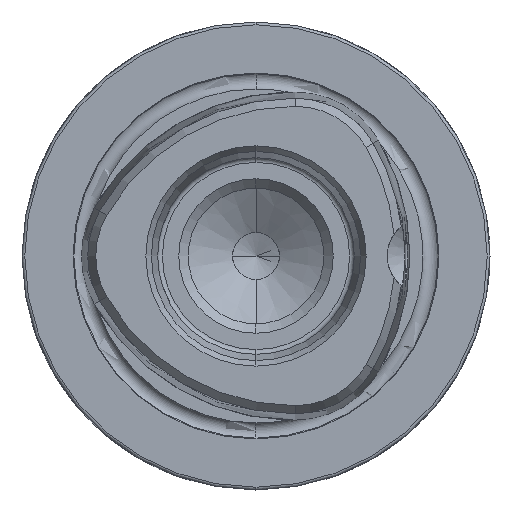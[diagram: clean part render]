
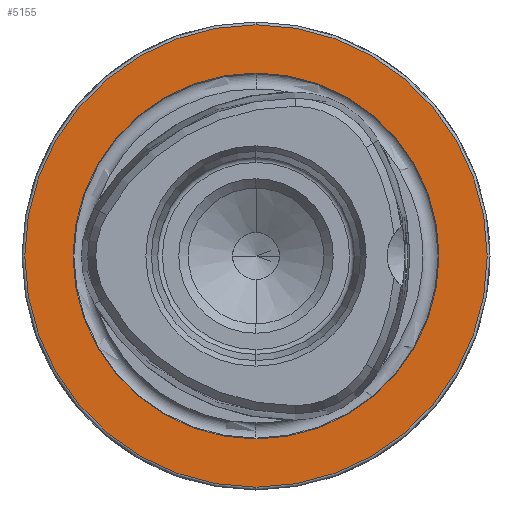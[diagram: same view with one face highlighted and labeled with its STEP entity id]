
A CAD part, left-side view. The second image highlights one B-rep face of the part: STEP entity #5155.
In plain terms, the highlighted planar face has unit normal (-1, 0, 0).
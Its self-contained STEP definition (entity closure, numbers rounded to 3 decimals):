
#96 = CARTESIAN_POINT ( 'NONE',  ( 0., 0., 0. ) ) ;
#942 = EDGE_LOOP ( 'NONE', ( #8008, #8721 ) ) ;
#1172 = CARTESIAN_POINT ( 'NONE',  ( 0., 0., 0. ) ) ;
#1269 = VERTEX_POINT ( 'NONE', #9289 ) ;
#1330 = CIRCLE ( 'NONE', #4154, 19.55 ) ;
#1492 = CARTESIAN_POINT ( 'NONE',  ( 0., 0., 19.55 ) ) ;
#1493 = DIRECTION ( 'NONE',  ( 0., 0., 1. ) ) ;
#1700 = AXIS2_PLACEMENT_3D ( 'NONE', #96, #2958, #5830 ) ;
#1928 = AXIS2_PLACEMENT_3D ( 'NONE', #6508, #7975, #1493 ) ;
#2209 = CARTESIAN_POINT ( 'NONE',  ( 0., 0., 24.7 ) ) ;
#2958 = DIRECTION ( 'NONE',  ( -1., 0., 0. ) ) ;
#3117 = CIRCLE ( 'NONE', #1928, 19.55 ) ;
#3729 = DIRECTION ( 'NONE',  ( -1., 0., 0. ) ) ;
#4006 = ORIENTED_EDGE ( 'NONE', *, *, #6791, .F. ) ;
#4154 = AXIS2_PLACEMENT_3D ( 'NONE', #6659, #3729, #7993 ) ;
#4262 = DIRECTION ( 'NONE',  ( 1., 0., 0. ) ) ;
#4512 = EDGE_CURVE ( 'NONE', #5142, #1269, #6914, .T. ) ;
#4917 = FACE_BOUND ( 'NONE', #6029, .T. ) ;
#5142 = VERTEX_POINT ( 'NONE', #2209 ) ;
#5155 = ADVANCED_FACE ( 'NONE', ( #4917, #7202 ), #9225, .F. ) ;
#5380 = DIRECTION ( 'NONE',  ( -1., 0., 0. ) ) ;
#5830 = DIRECTION ( 'NONE',  ( 0., 0., 1. ) ) ;
#5893 = VERTEX_POINT ( 'NONE', #1492 ) ;
#6029 = EDGE_LOOP ( 'NONE', ( #7256, #4006 ) ) ;
#6492 = DIRECTION ( 'NONE',  ( 0., 0., -1. ) ) ;
#6500 = EDGE_CURVE ( 'NONE', #5893, #8631, #1330, .T. ) ;
#6508 = CARTESIAN_POINT ( 'NONE',  ( 0., 0., 0. ) ) ;
#6659 = CARTESIAN_POINT ( 'NONE',  ( 0., 0., 0. ) ) ;
#6791 = EDGE_CURVE ( 'NONE', #8631, #5893, #3117, .T. ) ;
#6895 = DIRECTION ( 'NONE',  ( 0., 0., 1. ) ) ;
#6914 = CIRCLE ( 'NONE', #7817, 24.7 ) ;
#7202 = FACE_OUTER_BOUND ( 'NONE', #942, .T. ) ;
#7245 = CIRCLE ( 'NONE', #1700, 24.7 ) ;
#7252 = CARTESIAN_POINT ( 'NONE',  ( 0., 19.55, 0. ) ) ;
#7256 = ORIENTED_EDGE ( 'NONE', *, *, #6500, .F. ) ;
#7817 = AXIS2_PLACEMENT_3D ( 'NONE', #1172, #5380, #6895 ) ;
#7975 = DIRECTION ( 'NONE',  ( -1., 0., 0. ) ) ;
#7993 = DIRECTION ( 'NONE',  ( 0., 0., 1. ) ) ;
#8008 = ORIENTED_EDGE ( 'NONE', *, *, #4512, .T. ) ;
#8631 = VERTEX_POINT ( 'NONE', #8963 ) ;
#8721 = ORIENTED_EDGE ( 'NONE', *, *, #9060, .T. ) ;
#8843 = AXIS2_PLACEMENT_3D ( 'NONE', #7252, #4262, #6492 ) ;
#8963 = CARTESIAN_POINT ( 'NONE',  ( 0., 0., -19.55 ) ) ;
#9060 = EDGE_CURVE ( 'NONE', #1269, #5142, #7245, .T. ) ;
#9225 = PLANE ( 'NONE',  #8843 ) ;
#9289 = CARTESIAN_POINT ( 'NONE',  ( 0., 0., -24.7 ) ) ;
